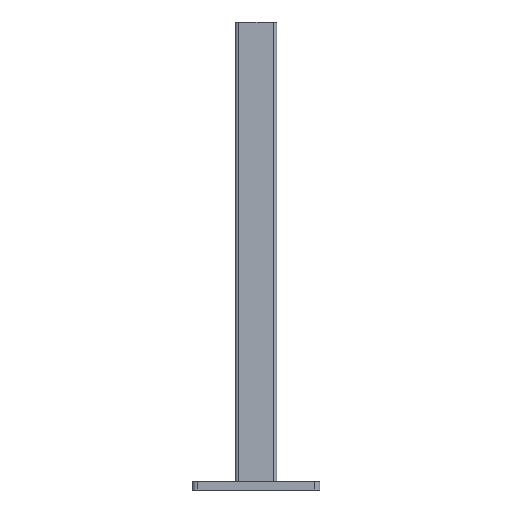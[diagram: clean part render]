
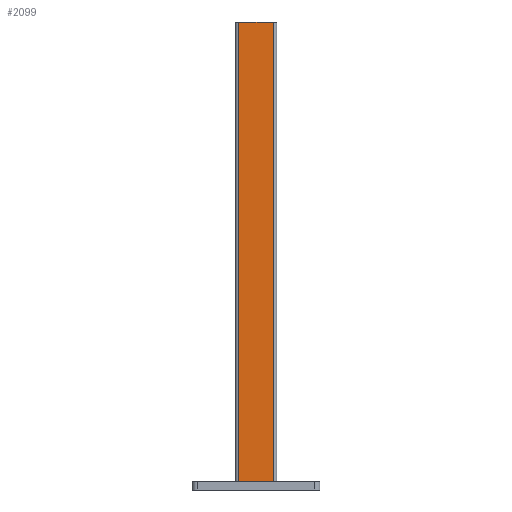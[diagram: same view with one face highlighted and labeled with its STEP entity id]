
A CAD part, left-side view. The second image highlights one B-rep face of the part: STEP entity #2099.
In plain terms, the highlighted planar face has unit normal (-1, 0, 0).
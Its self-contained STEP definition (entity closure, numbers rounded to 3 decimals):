
#102 = VERTEX_POINT ( 'NONE', #1990 ) ;
#130 = VERTEX_POINT ( 'NONE', #1968 ) ;
#180 = VERTEX_POINT ( 'NONE', #1933 ) ;
#398 = DIRECTION ( 'NONE',  ( 0., -1., 0. ) ) ;
#401 = CARTESIAN_POINT ( 'NONE',  ( -20.5, 37.5, 450. ) ) ;
#403 = CARTESIAN_POINT ( 'NONE',  ( -20.5, 0., 0. ) ) ;
#407 = DIRECTION ( 'NONE',  ( 0., 0., -1. ) ) ;
#410 = CARTESIAN_POINT ( 'NONE',  ( -20.5, 3.5, 450. ) ) ;
#427 = CARTESIAN_POINT ( 'NONE',  ( -20.5, 0., 450. ) ) ;
#439 = DIRECTION ( 'NONE',  ( 0., -1., 0. ) ) ;
#449 = DIRECTION ( 'NONE',  ( 0., 0., -1. ) ) ;
#622 = DIRECTION ( 'NONE',  ( 0., 1., 0. ) ) ;
#623 = DIRECTION ( 'NONE',  ( 1., 0., 0. ) ) ;
#625 = PLANE ( 'NONE',  #2556 ) ;
#630 = CARTESIAN_POINT ( 'NONE',  ( -20.5, 0., 450. ) ) ;
#766 = EDGE_LOOP ( 'NONE', ( #2440, #2441, #2442, #2443 ) ) ;
#1217 = LINE ( 'NONE', #427, #1230 ) ;
#1229 = LINE ( 'NONE', #410, #1232 ) ;
#1230 = VECTOR ( 'NONE', #439, 1000. ) ;
#1231 = LINE ( 'NONE', #403, #1234 ) ;
#1232 = VECTOR ( 'NONE', #407, 1000. ) ;
#1234 = VECTOR ( 'NONE', #398, 1000. ) ;
#1235 = LINE ( 'NONE', #401, #1237 ) ;
#1237 = VECTOR ( 'NONE', #449, 1000. ) ;
#1509 = VERTEX_POINT ( 'NONE', #1662 ) ;
#1662 = CARTESIAN_POINT ( 'NONE',  ( -20.5, 37.5, 0. ) ) ;
#1933 = CARTESIAN_POINT ( 'NONE',  ( -20.5, 37.5, 450. ) ) ;
#1968 = CARTESIAN_POINT ( 'NONE',  ( -20.5, 3.5, 0. ) ) ;
#1990 = CARTESIAN_POINT ( 'NONE',  ( -20.5, 3.5, 450. ) ) ;
#2052 = EDGE_CURVE ( 'NONE', #180, #102, #1217, .T. ) ;
#2053 = EDGE_CURVE ( 'NONE', #102, #130, #1229, .T. ) ;
#2054 = EDGE_CURVE ( 'NONE', #1509, #130, #1231, .T. ) ;
#2056 = EDGE_CURVE ( 'NONE', #180, #1509, #1235, .T. ) ;
#2099 = ADVANCED_FACE ( 'NONE', ( #2631 ), #625, .F. ) ;
#2440 = ORIENTED_EDGE ( 'NONE', *, *, #2054, .T. ) ;
#2441 = ORIENTED_EDGE ( 'NONE', *, *, #2053, .F. ) ;
#2442 = ORIENTED_EDGE ( 'NONE', *, *, #2052, .F. ) ;
#2443 = ORIENTED_EDGE ( 'NONE', *, *, #2056, .T. ) ;
#2556 = AXIS2_PLACEMENT_3D ( 'NONE', #630, #623, #622 ) ;
#2631 = FACE_OUTER_BOUND ( 'NONE', #766, .T. ) ;
